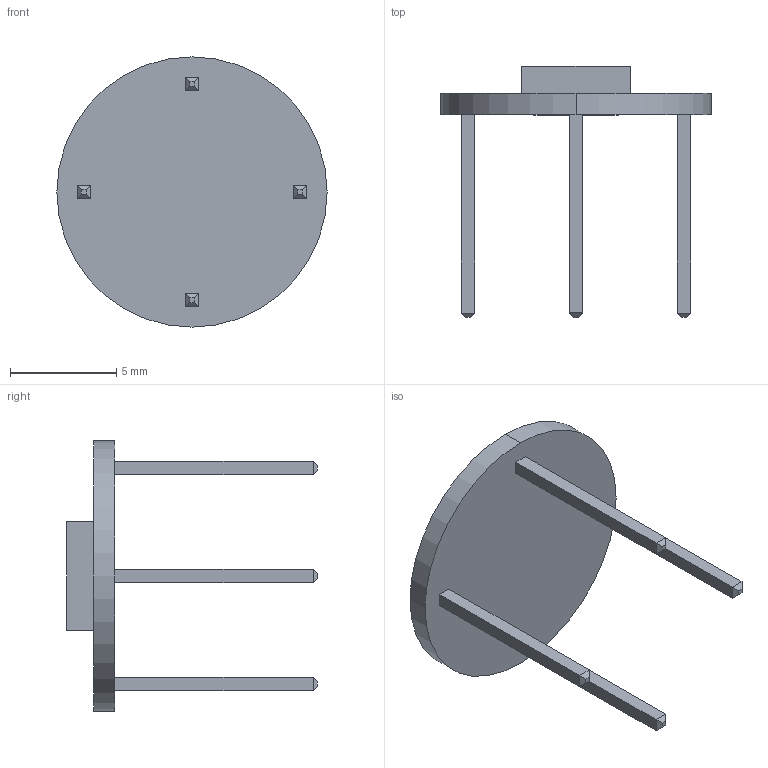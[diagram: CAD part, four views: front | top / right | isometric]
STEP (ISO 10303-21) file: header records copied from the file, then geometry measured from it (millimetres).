
FILE_DESCRIPTION (( 'STEP AP203' ), '1' );
FILE_NAME ('half-inch-round-neopixel-board.STEP', '2024-02-25T01:52:59', ( '' ), ( '' ), 'SwSTEP 2.0', 'SolidWorks 2023', '' );
FILE_SCHEMA (( 'CONFIG_CONTROL_DESIGN' ));
Length unit declared in the file: inch
Products named in the file (1): half-inch-round-neopixel-board
Bounding box: 12.7 x 11.79 x 12.7 mm (x, y, z)
Volume: 170.8 mm3; surface area: 417.9 mm2
Topology: 1 solids, 1 shells, 48 faces, 104 edges, 64 vertices
Faces by surface type: plane 44, cylinder 4
Entity records: 1347 total; most frequent: CARTESIAN_POINT 217, DIRECTION 210, ORIENTED_EDGE 208, EDGE_CURVE 104, VECTOR 96, LINE 96, VERTEX_POINT 64, AXIS2_PLACEMENT_3D 57
